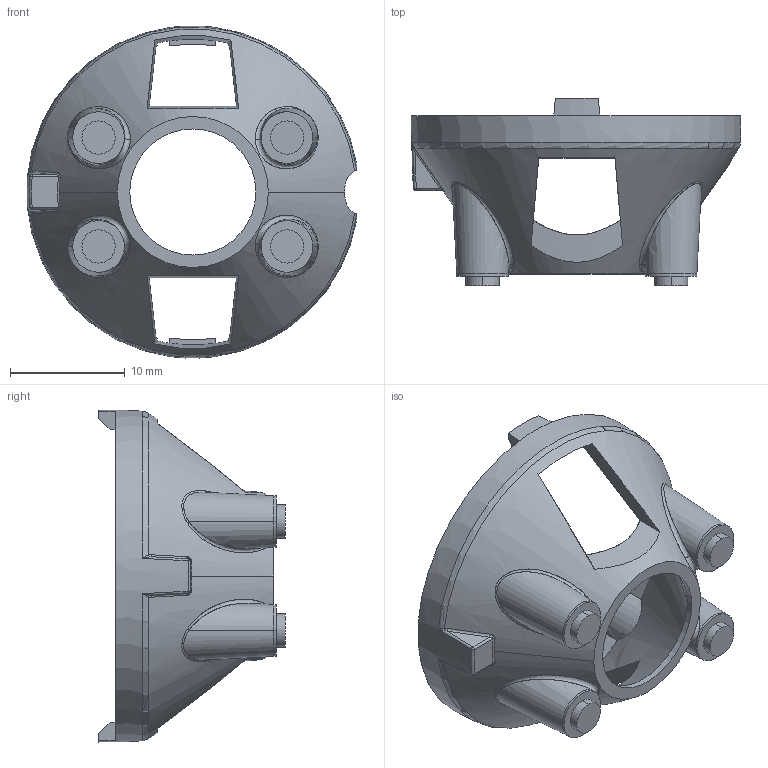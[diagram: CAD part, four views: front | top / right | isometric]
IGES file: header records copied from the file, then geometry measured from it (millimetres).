
Start section:  PTC IGES file: 10460_Iss4_161008.igs
Global section: file name: 10460_Iss4_161008.igs; native system: Pro/ENGINEER by Parametric Technology Corporation; preprocessor: 2009141; author: BercotB; organization: Unknown; date: 20100325.144003; units: millimetre
Bounding box: 28.76 x 16.3 x 28.97 mm (x, y, z)
Surface area: 2340 mm2 (no closed solid volume)
Topology: 0 solids, 0 shells, 112 faces, 546 edges, 546 vertices
Faces by surface type: revolution 55, bspline 55, extrusion 2
